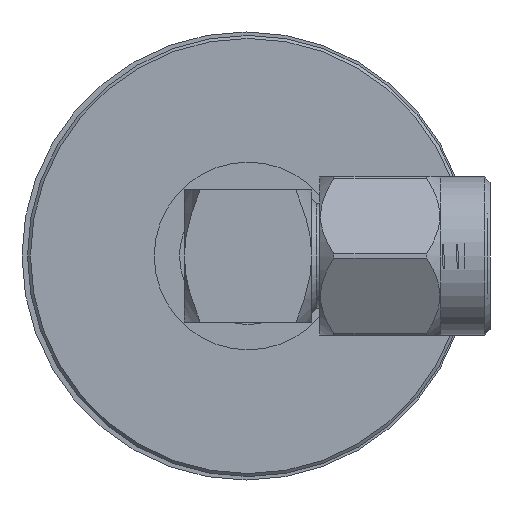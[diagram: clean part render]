
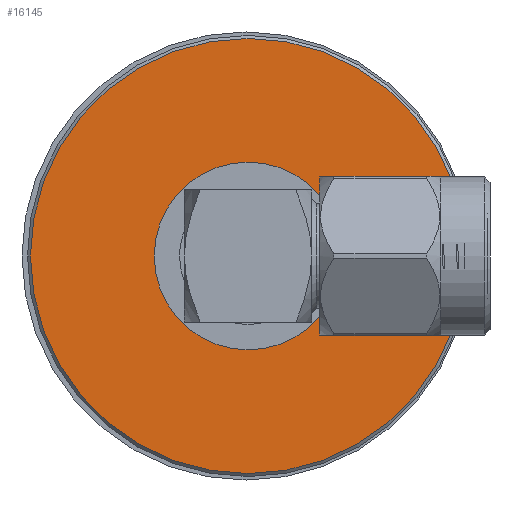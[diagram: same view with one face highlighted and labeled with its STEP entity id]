
A CAD part, left-side view. The second image highlights one B-rep face of the part: STEP entity #16145.
In plain terms, the highlighted face is planar.
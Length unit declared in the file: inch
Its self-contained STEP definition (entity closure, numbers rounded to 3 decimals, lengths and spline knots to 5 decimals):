
#122 = DIRECTION ( 'NONE',  ( 0., 1., 0. ) ) ;
#408 = CARTESIAN_POINT ( 'NONE',  ( 0.39579, -0.18033, 0. ) ) ;
#783 = CARTESIAN_POINT ( 'NONE',  ( 0.39579, 0.00385, 0. ) ) ;
#1260 = EDGE_CURVE ( 'NONE', #6208, #18039, #3154, .T. ) ;
#3000 = AXIS2_PLACEMENT_3D ( 'NONE', #783, #18077, #7018 ) ;
#3154 = CIRCLE ( 'NONE', #3000, 0.42717 ) ;
#3984 = DIRECTION ( 'NONE',  ( 1., 0., 0. ) ) ;
#4595 = CIRCLE ( 'NONE', #18014, 0.42717 ) ;
#4943 = VERTEX_POINT ( 'NONE', #14932 ) ;
#5406 = ORIENTED_EDGE ( 'NONE', *, *, #17904, .F. ) ;
#5681 = DIRECTION ( 'NONE',  ( 1., 0., 0. ) ) ;
#6208 = VERTEX_POINT ( 'NONE', #15597 ) ;
#7018 = DIRECTION ( 'NONE',  ( 0., 1., 0. ) ) ;
#7804 = CARTESIAN_POINT ( 'NONE',  ( 0.39579, 0.00385, 0. ) ) ;
#7880 = ORIENTED_EDGE ( 'NONE', *, *, #12978, .T. ) ;
#8008 = EDGE_LOOP ( 'NONE', ( #10288, #5406 ) ) ;
#8553 = DIRECTION ( 'NONE',  ( 0., 1., 0. ) ) ;
#8774 = CIRCLE ( 'NONE', #12914, 0.18418 ) ;
#10288 = ORIENTED_EDGE ( 'NONE', *, *, #18868, .F. ) ;
#10841 = DIRECTION ( 'NONE',  ( 0., 1., 0. ) ) ;
#11759 = FACE_OUTER_BOUND ( 'NONE', #18082, .T. ) ;
#12108 = CARTESIAN_POINT ( 'NONE',  ( 0.39579, -0.42332, 0. ) ) ;
#12230 = CARTESIAN_POINT ( 'NONE',  ( 0.39579, 0.00385, 0. ) ) ;
#12914 = AXIS2_PLACEMENT_3D ( 'NONE', #19332, #3984, #8553 ) ;
#12978 = EDGE_CURVE ( 'NONE', #18039, #6208, #4595, .T. ) ;
#13137 = VERTEX_POINT ( 'NONE', #408 ) ;
#13738 = AXIS2_PLACEMENT_3D ( 'NONE', #7804, #20224, #122 ) ;
#13814 = DIRECTION ( 'NONE',  ( 1., 0., 0. ) ) ;
#14932 = CARTESIAN_POINT ( 'NONE',  ( 0.39579, 0.18803, 0. ) ) ;
#15182 = PLANE ( 'NONE',  #15234 ) ;
#15234 = AXIS2_PLACEMENT_3D ( 'NONE', #17929, #5681, #17995 ) ;
#15597 = CARTESIAN_POINT ( 'NONE',  ( 0.39579, 0.43102, 0. ) ) ;
#16145 = ADVANCED_FACE ( 'NONE', ( #11759, #18315 ), #15182, .T. ) ;
#17904 = EDGE_CURVE ( 'NONE', #13137, #4943, #8774, .T. ) ;
#17929 = CARTESIAN_POINT ( 'NONE',  ( 0.39579, 0.43102, 0. ) ) ;
#17995 = DIRECTION ( 'NONE',  ( 0., 1., 0. ) ) ;
#18014 = AXIS2_PLACEMENT_3D ( 'NONE', #12230, #13814, #10841 ) ;
#18039 = VERTEX_POINT ( 'NONE', #12108 ) ;
#18077 = DIRECTION ( 'NONE',  ( 1., 0., 0. ) ) ;
#18082 = EDGE_LOOP ( 'NONE', ( #7880, #19816 ) ) ;
#18315 = FACE_BOUND ( 'NONE', #8008, .T. ) ;
#18868 = EDGE_CURVE ( 'NONE', #4943, #13137, #19682, .T. ) ;
#19332 = CARTESIAN_POINT ( 'NONE',  ( 0.39579, 0.00385, 0. ) ) ;
#19682 = CIRCLE ( 'NONE', #13738, 0.18418 ) ;
#19816 = ORIENTED_EDGE ( 'NONE', *, *, #1260, .T. ) ;
#20224 = DIRECTION ( 'NONE',  ( 1., 0., 0. ) ) ;
